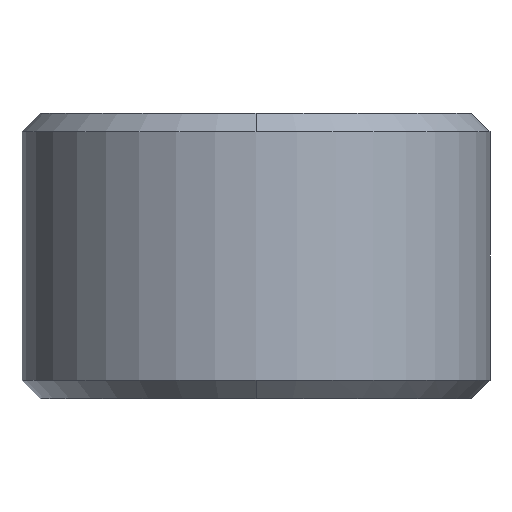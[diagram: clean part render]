
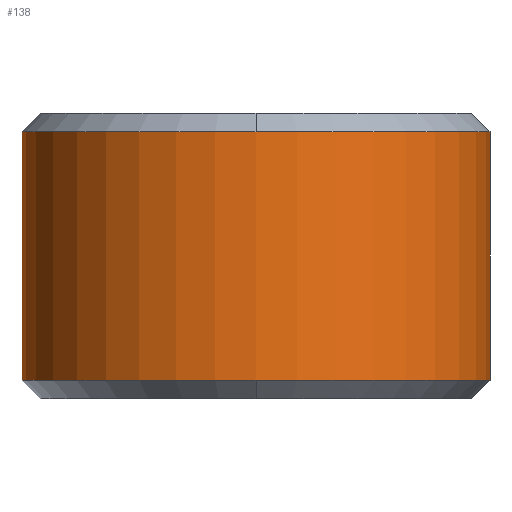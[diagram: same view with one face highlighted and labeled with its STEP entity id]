
A CAD part, left-side view. The second image highlights one B-rep face of the part: STEP entity #138.
In plain terms, the highlighted cylindrical face has radius 16 mm (diameter 32 mm), a partial arc.
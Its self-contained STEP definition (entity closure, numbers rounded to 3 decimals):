
#138 = ADVANCED_FACE( '', ( #275 ), #276, .T. );
#275 = FACE_OUTER_BOUND( '', #413, .T. );
#276 = CYLINDRICAL_SURFACE( '', #414, 16. );
#413 = EDGE_LOOP( '', ( #903, #904, #905, #906, #907, #908 ) );
#414 = AXIS2_PLACEMENT_3D( '', #909, #910, #911 );
#903 = ORIENTED_EDGE( '', *, *, #1066, .T. );
#904 = ORIENTED_EDGE( '', *, *, #933, .T. );
#905 = ORIENTED_EDGE( '', *, *, #1060, .F. );
#906 = ORIENTED_EDGE( '', *, *, #939, .F. );
#907 = ORIENTED_EDGE( '', *, *, #1050, .F. );
#908 = ORIENTED_EDGE( '', *, *, #1070, .T. );
#909 = CARTESIAN_POINT( '', ( 0., 0., 8.5 ) );
#910 = DIRECTION( '', ( 0., 0., 1. ) );
#911 = DIRECTION( '', ( 0., 1., 0. ) );
#933 = EDGE_CURVE( '', #1092, #1100, #1102, .T. );
#939 = EDGE_CURVE( '', #1111, #1114, #1115, .T. );
#1050 = EDGE_CURVE( '', #1293, #1111, #1295, .T. );
#1060 = EDGE_CURVE( '', #1114, #1100, #1308, .T. );
#1066 = EDGE_CURVE( '', #1311, #1092, #1315, .T. );
#1070 = EDGE_CURVE( '', #1293, #1311, #1319, .T. );
#1092 = VERTEX_POINT( '', #1380 );
#1100 = VERTEX_POINT( '', #1398 );
#1102 = CIRCLE( '', #1400, 16. );
#1111 = VERTEX_POINT( '', #1419 );
#1114 = VERTEX_POINT( '', #1423 );
#1115 = CIRCLE( '', #1424, 16. );
#1293 = VERTEX_POINT( '', #1704 );
#1295 = CIRCLE( '', #1706, 16. );
#1308 = LINE( '', #1743, #1744 );
#1311 = VERTEX_POINT( '', #1749 );
#1315 = CIRCLE( '', #1754, 16. );
#1319 = LINE( '', #1768, #1769 );
#1380 = CARTESIAN_POINT( '', ( -16., 0., -8.5 ) );
#1398 = CARTESIAN_POINT( '', ( 0., -16., -8.5 ) );
#1400 = AXIS2_PLACEMENT_3D( '', #1792, #1793, #1794 );
#1419 = CARTESIAN_POINT( '', ( -16., 0., 8.5 ) );
#1423 = CARTESIAN_POINT( '', ( 0., -16., 8.5 ) );
#1424 = AXIS2_PLACEMENT_3D( '', #1803, #1804, #1805 );
#1704 = CARTESIAN_POINT( '', ( 0., 16., 8.5 ) );
#1706 = AXIS2_PLACEMENT_3D( '', #2009, #2010, #2011 );
#1743 = CARTESIAN_POINT( '', ( 0., -16., 8.5 ) );
#1744 = VECTOR( '', #2021, 1. );
#1749 = CARTESIAN_POINT( '', ( 0., 16., -8.5 ) );
#1754 = AXIS2_PLACEMENT_3D( '', #2031, #2032, #2033 );
#1768 = CARTESIAN_POINT( '', ( 0., 16., 8.5 ) );
#1769 = VECTOR( '', #2038, 1. );
#1792 = CARTESIAN_POINT( '', ( 0., 0., -8.5 ) );
#1793 = DIRECTION( '', ( 0., 0., 1. ) );
#1794 = DIRECTION( '', ( 0., 1., 0. ) );
#1803 = CARTESIAN_POINT( '', ( 0., 0., 8.5 ) );
#1804 = DIRECTION( '', ( 0., 0., 1. ) );
#1805 = DIRECTION( '', ( 0., 1., 0. ) );
#2009 = CARTESIAN_POINT( '', ( 0., 0., 8.5 ) );
#2010 = DIRECTION( '', ( 0., 0., 1. ) );
#2011 = DIRECTION( '', ( 0., 1., 0. ) );
#2021 = DIRECTION( '', ( 0., 0., -1. ) );
#2031 = CARTESIAN_POINT( '', ( 0., 0., -8.5 ) );
#2032 = DIRECTION( '', ( 0., 0., 1. ) );
#2033 = DIRECTION( '', ( 0., 1., 0. ) );
#2038 = DIRECTION( '', ( 0., 0., -1. ) );
